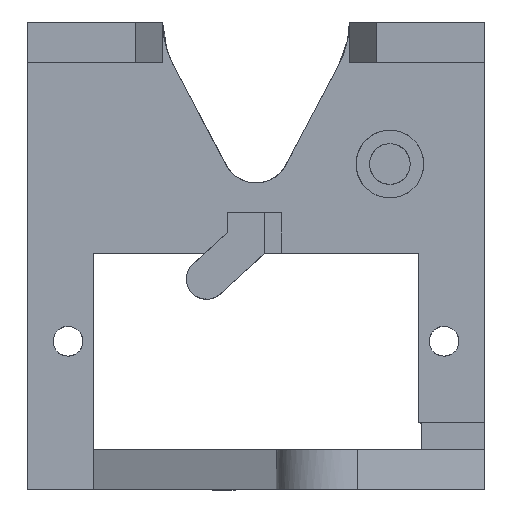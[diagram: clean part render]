
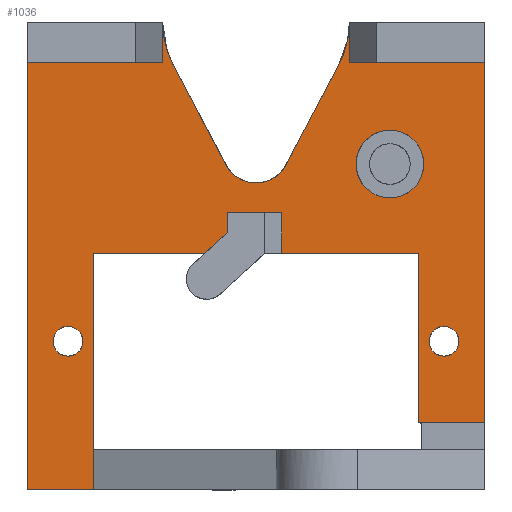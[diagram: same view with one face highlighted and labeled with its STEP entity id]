
A CAD part, left-side view. The second image highlights one B-rep face of the part: STEP entity #1036.
In plain terms, the highlighted planar face has unit normal (-1, 0, 0).
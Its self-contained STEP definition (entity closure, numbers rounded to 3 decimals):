
#50=FACE_BOUND('',#1200,.T.);
#51=FACE_BOUND('',#1201,.T.);
#52=FACE_BOUND('',#1202,.T.);
#106=(
BOUNDED_CURVE()
B_SPLINE_CURVE(2,(#3570,#3571,#3572,#3573,#3574,#3575,#3576,#3577,#3578,
#3579,#3580,#3581,#3582,#3583,#3584,#3585,#3586,#3587,#3588,#3589,#3590,
#3591,#3592,#3593,#3594,#3595,#3596,#3597,#3598,#3599,#3600,#3601,#3602,
#3603,#3604,#3605,#3606,#3607,#3608,#3609,#3610,#3611,#3612,#3613,#3614,
#3615,#3616),.UNSPECIFIED.,.T.,.F.)
B_SPLINE_CURVE_WITH_KNOTS((3,2,2,2,2,2,2,2,2,2,2,2,2,2,2,2,2,2,2,2,2,2,
2,3),(0.,0.487,1.487,2.487,3.487,
4.487,5.487,6.487,7.487,8.487,
9.487,10.487,11.487,12.487,13.487,
14.487,15.487,16.487,17.487,17.974,
18.974,20.058,21.142,22.142),
 .UNSPECIFIED.)
CURVE()
GEOMETRIC_REPRESENTATION_ITEM()
RATIONAL_B_SPLINE_CURVE((1.,0.97,1.,1.,1.,1.,1.,1.,1.,1.,1.,
1.,1.,1.,1.,1.,1.,1.,1.,1.,1.,1.,1.,1.,1.,1.,1.,1.,1.,1.,1.,1.,1.,1.,1.,
1.,1.,0.97,1.,1.,1.,0.857,1.,0.857,
1.,1.,1.))
REPRESENTATION_ITEM('')
);
#107=(
BOUNDED_CURVE()
B_SPLINE_CURVE(2,(#3617,#3618,#3619,#3620,#3621,#3622,#3623,#3624,#3625),
 .UNSPECIFIED.,.T.,.F.)
B_SPLINE_CURVE_WITH_KNOTS((3,2,2,2,3),(0.,1.571,3.142,
4.712,6.283),.UNSPECIFIED.)
CURVE()
GEOMETRIC_REPRESENTATION_ITEM()
RATIONAL_B_SPLINE_CURVE((1.,0.707,1.,0.707,1.,0.707,
1.,0.707,1.))
REPRESENTATION_ITEM('')
);
#108=(
BOUNDED_CURVE()
B_SPLINE_CURVE(2,(#3626,#3627,#3628,#3629,#3630,#3631,#3632,#3633,#3634),
 .UNSPECIFIED.,.T.,.F.)
B_SPLINE_CURVE_WITH_KNOTS((3,2,2,2,3),(0.,1.571,3.142,
4.712,6.283),.UNSPECIFIED.)
CURVE()
GEOMETRIC_REPRESENTATION_ITEM()
RATIONAL_B_SPLINE_CURVE((1.,0.707,1.,0.707,1.,0.707,
1.,0.707,1.))
REPRESENTATION_ITEM('')
);
#109=(
BOUNDED_CURVE()
B_SPLINE_CURVE(2,(#3635,#3636,#3637,#3638,#3639,#3640,#3641,#3642,#3643),
 .UNSPECIFIED.,.T.,.F.)
B_SPLINE_CURVE_WITH_KNOTS((3,2,2,2,3),(0.,1.571,3.142,
4.712,6.283),.UNSPECIFIED.)
CURVE()
GEOMETRIC_REPRESENTATION_ITEM()
RATIONAL_B_SPLINE_CURVE((1.,0.707,1.,0.707,1.,0.707,
1.,0.707,1.))
REPRESENTATION_ITEM('')
);
#1036=ADVANCED_FACE('',(#1112,#50,#51,#52),#2212,.T.);
#1112=FACE_OUTER_BOUND('',#1199,.T.);
#1199=EDGE_LOOP('',(#1415));
#1200=EDGE_LOOP('',(#1416));
#1201=EDGE_LOOP('',(#1417));
#1202=EDGE_LOOP('',(#1418));
#1415=ORIENTED_EDGE('',*,*,#1672,.T.);
#1416=ORIENTED_EDGE('',*,*,#1673,.T.);
#1417=ORIENTED_EDGE('',*,*,#1674,.T.);
#1418=ORIENTED_EDGE('',*,*,#1675,.T.);
#1672=EDGE_CURVE('',#2104,#2104,#106,.T.);
#1673=EDGE_CURVE('',#2105,#2105,#107,.T.);
#1674=EDGE_CURVE('',#2106,#2106,#108,.T.);
#1675=EDGE_CURVE('',#2107,#2107,#109,.T.);
#2104=VERTEX_POINT('',#3566);
#2105=VERTEX_POINT('',#3567);
#2106=VERTEX_POINT('',#3568);
#2107=VERTEX_POINT('',#3569);
#2212=PLANE('',#2280);
#2280=AXIS2_PLACEMENT_3D('',#3565,#2331,$);
#2331=DIRECTION('',(-1.,0.,0.));
#3565=CARTESIAN_POINT('',(0.,-16.9,-11.));
#3566=CARTESIAN_POINT('',(0.,6.097,20.37));
#3567=CARTESIAN_POINT('',(0.,-9.9,15.6));
#3568=CARTESIAN_POINT('',(0.,13.9,1.1));
#3569=CARTESIAN_POINT('',(0.,-13.9,1.1));
#3570=CARTESIAN_POINT('',(0.,6.097,20.37));
#3571=CARTESIAN_POINT('',(0.,6.9,21.885));
#3572=CARTESIAN_POINT('',(0.,6.9,23.6));
#3573=CARTESIAN_POINT('',(0.,6.9,22.1));
#3574=CARTESIAN_POINT('',(0.,6.9,20.6));
#3575=CARTESIAN_POINT('',(0.,11.9,20.6));
#3576=CARTESIAN_POINT('',(0.,16.9,20.6));
#3577=CARTESIAN_POINT('',(0.,16.9,4.8));
#3578=CARTESIAN_POINT('',(0.,16.9,-11.));
#3579=CARTESIAN_POINT('',(0.,14.45,-11.));
#3580=CARTESIAN_POINT('',(0.,12.,-11.));
#3581=CARTESIAN_POINT('',(0.,12.,-9.5));
#3582=CARTESIAN_POINT('',(0.,12.,-8.));
#3583=CARTESIAN_POINT('',(0.,12.,-0.75));
#3584=CARTESIAN_POINT('',(0.,12.,6.5));
#3585=CARTESIAN_POINT('',(0.,6.55,6.5));
#3586=CARTESIAN_POINT('',(0.,1.1,6.5));
#3587=CARTESIAN_POINT('',(0.,1.1,8.));
#3588=CARTESIAN_POINT('',(0.,1.1,9.5));
#3589=CARTESIAN_POINT('',(0.,-0.4,9.5));
#3590=CARTESIAN_POINT('',(0.,-1.9,9.5));
#3591=CARTESIAN_POINT('',(0.,-1.9,8.));
#3592=CARTESIAN_POINT('',(0.,-1.9,6.5));
#3593=CARTESIAN_POINT('',(0.,-6.95,6.5));
#3594=CARTESIAN_POINT('',(0.,-12.,6.5));
#3595=CARTESIAN_POINT('',(0.,-12.,0.25));
#3596=CARTESIAN_POINT('',(0.,-12.,-6.));
#3597=CARTESIAN_POINT('',(0.,-12.1,-6.));
#3598=CARTESIAN_POINT('',(0.,-12.2,-6.));
#3599=CARTESIAN_POINT('',(0.,-14.55,-6.));
#3600=CARTESIAN_POINT('',(0.,-16.9,-6.));
#3601=CARTESIAN_POINT('',(0.,-16.9,7.3));
#3602=CARTESIAN_POINT('',(0.,-16.9,20.6));
#3603=CARTESIAN_POINT('',(0.,-11.9,20.6));
#3604=CARTESIAN_POINT('',(0.,-6.9,20.6));
#3605=CARTESIAN_POINT('',(0.,-6.9,22.1));
#3606=CARTESIAN_POINT('',(0.,-6.9,23.6));
#3607=CARTESIAN_POINT('',(0.,-6.9,21.885));
#3608=CARTESIAN_POINT('',(0.,-6.097,20.37));
#3609=CARTESIAN_POINT('',(0.,-4.153,16.7));
#3610=CARTESIAN_POINT('',(0.,-2.209,13.03));
#3611=CARTESIAN_POINT('',(0.,-1.505,11.7));
#3612=CARTESIAN_POINT('',(0.,0.,11.7));
#3613=CARTESIAN_POINT('',(0.,1.505,11.7));
#3614=CARTESIAN_POINT('',(0.,2.209,13.03));
#3615=CARTESIAN_POINT('',(0.,4.153,16.7));
#3616=CARTESIAN_POINT('',(0.,6.097,20.37));
#3617=CARTESIAN_POINT('',(0.,-9.9,15.6));
#3618=CARTESIAN_POINT('',(0.,-12.4,15.6));
#3619=CARTESIAN_POINT('',(0.,-12.4,13.1));
#3620=CARTESIAN_POINT('',(0.,-12.4,10.6));
#3621=CARTESIAN_POINT('',(0.,-9.9,10.6));
#3622=CARTESIAN_POINT('',(0.,-7.4,10.6));
#3623=CARTESIAN_POINT('',(0.,-7.4,13.1));
#3624=CARTESIAN_POINT('',(0.,-7.4,15.6));
#3625=CARTESIAN_POINT('',(0.,-9.9,15.6));
#3626=CARTESIAN_POINT('',(0.,13.9,1.1));
#3627=CARTESIAN_POINT('',(0.,12.8,1.1));
#3628=CARTESIAN_POINT('',(0.,12.8,0.));
#3629=CARTESIAN_POINT('',(0.,12.8,-1.1));
#3630=CARTESIAN_POINT('',(0.,13.9,-1.1));
#3631=CARTESIAN_POINT('',(0.,15.,-1.1));
#3632=CARTESIAN_POINT('',(0.,15.,0.));
#3633=CARTESIAN_POINT('',(0.,15.,1.1));
#3634=CARTESIAN_POINT('',(0.,13.9,1.1));
#3635=CARTESIAN_POINT('',(0.,-13.9,1.1));
#3636=CARTESIAN_POINT('',(0.,-15.,1.1));
#3637=CARTESIAN_POINT('',(0.,-15.,0.));
#3638=CARTESIAN_POINT('',(0.,-15.,-1.1));
#3639=CARTESIAN_POINT('',(0.,-13.9,-1.1));
#3640=CARTESIAN_POINT('',(0.,-12.8,-1.1));
#3641=CARTESIAN_POINT('',(0.,-12.8,0.));
#3642=CARTESIAN_POINT('',(0.,-12.8,1.1));
#3643=CARTESIAN_POINT('',(0.,-13.9,1.1));
